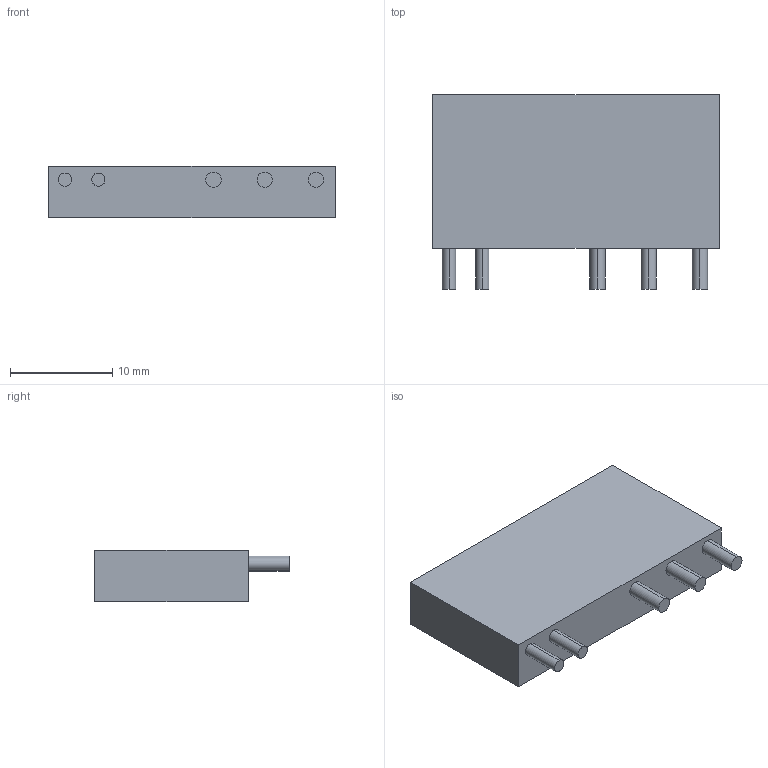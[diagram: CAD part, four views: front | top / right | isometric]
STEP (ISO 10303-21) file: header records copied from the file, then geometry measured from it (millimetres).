
FILE_DESCRIPTION (( 'STEP AP214' ), '1' );
FILE_NAME ('rele 24v 3pin industrial black.STEP', '2019-10-16T22:05:15', ( '' ), ( '' ), 'SwSTEP 2.0', 'SolidWorks 2016', '' );
FILE_SCHEMA (( 'AUTOMOTIVE_DESIGN' ));
Length unit declared in the file: millimetre
Products named in the file (1): rele 24v 3pin industrial black
Bounding box: 28 x 19 x 5 mm (x, y, z)
Volume: 2131.8 mm3; surface area: 1359.2 mm2
Topology: 1 solids, 1 shells, 21 faces, 42 edges, 28 vertices
Faces by surface type: plane 11, cylinder 10
Entity records: 821 total; most frequent: DIRECTION 106, CARTESIAN_POINT 92, ORIENTED_EDGE 84, EDGE_CURVE 42, AXIS2_PLACEMENT_3D 42, VERTEX_POINT 28, EDGE_LOOP 26, UNCERTAINTY_MEASURE_WITH_UNIT 24
